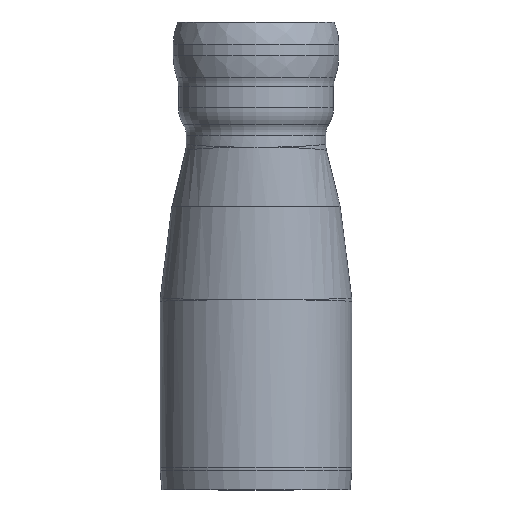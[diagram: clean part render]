
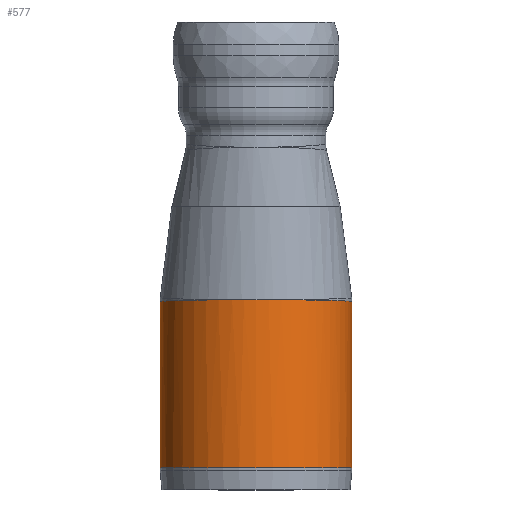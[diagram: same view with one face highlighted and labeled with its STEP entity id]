
A CAD part, left-side view. The second image highlights one B-rep face of the part: STEP entity #577.
In plain terms, the highlighted cylindrical face has radius 365 mm (diameter 730 mm), a full revolution.
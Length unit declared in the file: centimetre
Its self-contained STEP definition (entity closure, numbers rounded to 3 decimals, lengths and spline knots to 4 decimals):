
#48=B_SPLINE_CURVE_WITH_KNOTS('',3,(#944,#945,#946,#947,#948,#949,#950,
#951,#952,#953,#954,#955,#956,#957,#958,#959,#960,#961,#962,#963,#964,#965,
#966,#967,#968,#969,#970,#971,#972,#973,#974,#975,#976,#977,#978,#979),
 .UNSPECIFIED.,.F.,.F.,(4,2,1,1,1,1,1,1,1,1,1,1,1,1,1,1,1,1,1,1,1,1,1,1,
1,1,1,1,1,1,1,1,4),(0.,0.0288,0.3415,0.4978,
0.5369,0.576,0.6542,0.8106,
0.8887,0.9669,1.1233,1.2796,1.3187,
1.3578,1.436,1.5924,1.6705,1.7487,
1.9051,1.9833,2.0614,2.1396,2.2178,
2.3742,2.4523,2.4914,2.5305,2.6869,
2.7651,2.8433,2.9214,2.9996,3.1394),
 .UNSPECIFIED.);
#49=B_SPLINE_CURVE_WITH_KNOTS('',3,(#980,#981,#982,#983,#984,#985,#986,
#987,#988,#989,#990,#991,#992,#993,#994,#995,#996,#997,#998,#999,#1000,
#1001,#1002,#1003,#1004,#1005,#1006,#1007,#1008,#1009,#1010,#1011,#1012,
#1013,#1014,#1015,#1016,#1017,#1018,#1019),.UNSPECIFIED.,.F.,.F.,(4,1,1,
1,1,1,1,1,1,1,1,1,1,1,1,1,1,1,1,1,1,1,1,1,1,1,1,1,1,1,1,1,1,1,1,1,1,4),
(3.1394,3.156,3.2342,3.2732,3.3123,
3.4687,3.6251,3.6641,3.7032,3.7814,
3.9378,3.9769,4.055,4.0941,4.2505,
4.3287,4.3873,4.4069,4.485,4.5632,
4.6023,4.7196,4.8759,4.915,5.0323,
5.1105,5.1691,5.1887,5.345,5.5014,
5.5796,5.5893,5.6187,5.6577,5.8141,
5.8923,5.9705,6.2832),.UNSPECIFIED.);
#68=LINE('',#942,#80);
#80=VECTOR('',#733,36.5);
#91=CYLINDRICAL_SURFACE('',#627,36.5);
#102=FACE_OUTER_BOUND('',#138,.T.);
#138=EDGE_LOOP('',(#406,#407,#408,#409,#410,#411));
#182=CIRCLE('',#624,36.5);
#183=CIRCLE('',#625,36.5);
#242=VERTEX_POINT('',#934);
#243=VERTEX_POINT('',#936);
#244=VERTEX_POINT('',#941);
#245=VERTEX_POINT('',#943);
#304=EDGE_CURVE('',#242,#243,#182,.T.);
#305=EDGE_CURVE('',#243,#242,#183,.T.);
#307=EDGE_CURVE('',#243,#244,#68,.T.);
#308=EDGE_CURVE('',#245,#244,#48,.T.);
#309=EDGE_CURVE('',#244,#245,#49,.T.);
#406=ORIENTED_EDGE('',*,*,#304,.F.);
#407=ORIENTED_EDGE('',*,*,#305,.F.);
#408=ORIENTED_EDGE('',*,*,#307,.T.);
#409=ORIENTED_EDGE('',*,*,#308,.F.);
#410=ORIENTED_EDGE('',*,*,#309,.F.);
#411=ORIENTED_EDGE('',*,*,#307,.F.);
#577=ADVANCED_FACE('',(#102),#91,.T.);
#624=AXIS2_PLACEMENT_3D('',#937,#725,#726);
#625=AXIS2_PLACEMENT_3D('',#938,#727,#728);
#627=AXIS2_PLACEMENT_3D('',#940,#731,#732);
#725=DIRECTION('center_axis',(0.,0.,
-1.));
#726=DIRECTION('ref_axis',(1.,0.,0.));
#727=DIRECTION('center_axis',(0.,0.,
-1.));
#728=DIRECTION('ref_axis',(1.,0.,0.));
#731=DIRECTION('center_axis',(0.,0.,
-1.));
#732=DIRECTION('ref_axis',(-1.,0.,0.));
#733=DIRECTION('',(0.,0.,1.));
#934=CARTESIAN_POINT('',(0.,-36.5,8.5239));
#936=CARTESIAN_POINT('',(36.5,0.,8.5239));
#937=CARTESIAN_POINT('Origin',(0.,0.,8.5239));
#938=CARTESIAN_POINT('Origin',(0.,0.,8.5239));
#940=CARTESIAN_POINT('Origin',(0.,0.,
40.1865));
#941=CARTESIAN_POINT('',(36.5,0.,70.8818));
#942=CARTESIAN_POINT('',(36.5,0.,40.1865));
#943=CARTESIAN_POINT('',(-36.5,0.0048,72.3713));
#944=CARTESIAN_POINT('Ctrl Pts',(-36.5,0.0048,
72.3713));
#945=CARTESIAN_POINT('Ctrl Pts',(-36.5004,-0.3429,72.3729));
#946=CARTESIAN_POINT('Ctrl Pts',(-36.4946,-0.6908,72.3728));
#947=CARTESIAN_POINT('Ctrl Pts',(-36.3855,-4.818,72.3706));
#948=CARTESIAN_POINT('Ctrl Pts',(-35.3051,-10.5747,72.3482));
#949=CARTESIAN_POINT('Ctrl Pts',(-32.7489,-16.2621,72.2951));
#950=CARTESIAN_POINT('Ctrl Pts',(-31.3424,-18.7239,72.2659));
#951=CARTESIAN_POINT('Ctrl Pts',(-30.3369,-20.3342,72.245));
#952=CARTESIAN_POINT('Ctrl Pts',(-28.41,-23.0553,72.205));
#953=CARTESIAN_POINT('Ctrl Pts',(-25.8376,-25.9044,72.1516));
#954=CARTESIAN_POINT('Ctrl Pts',(-22.978,-28.4066,72.0922));
#955=CARTESIAN_POINT('Ctrl Pts',(-19.9451,-30.6718,72.0293));
#956=CARTESIAN_POINT('Ctrl Pts',(-15.7963,-33.0726,71.9432));
#957=CARTESIAN_POINT('Ctrl Pts',(-11.7812,-34.6139,71.8601));
#958=CARTESIAN_POINT('Ctrl Pts',(-9.048,-35.3706,71.8036));
#959=CARTESIAN_POINT('Ctrl Pts',(-7.2005,-35.8043,71.7655));
#960=CARTESIAN_POINT('Ctrl Pts',(-3.9166,-36.3777,71.6977));
#961=CARTESIAN_POINT('Ctrl Pts',(-0.0851,-36.5869,
71.6189));
#962=CARTESIAN_POINT('Ctrl Pts',(3.7044,-36.3483,71.5412));
#963=CARTESIAN_POINT('Ctrl Pts',(7.4536,-35.8191,71.4645));
#964=CARTESIAN_POINT('Ctrl Pts',(11.1616,-34.8441,71.389));
#965=CARTESIAN_POINT('Ctrl Pts',(14.7124,-33.4437,71.3169));
#966=CARTESIAN_POINT('Ctrl Pts',(17.2728,-32.1964,71.2652));
#967=CARTESIAN_POINT('Ctrl Pts',(19.7206,-30.7577,71.2158));
#968=CARTESIAN_POINT('Ctrl Pts',(22.8521,-28.5739,71.1528));
#969=CARTESIAN_POINT('Ctrl Pts',(25.7146,-26.0262,71.0955));
#970=CARTESIAN_POINT('Ctrl Pts',(27.9253,-23.5373,71.0515));
#971=CARTESIAN_POINT('Ctrl Pts',(29.0952,-22.0541,71.0282));
#972=CARTESIAN_POINT('Ctrl Pts',(30.7728,-19.7496,70.9949));
#973=CARTESIAN_POINT('Ctrl Pts',(32.4712,-16.861,70.9612));
#974=CARTESIAN_POINT('Ctrl Pts',(34.0067,-13.3608,70.9309));
#975=CARTESIAN_POINT('Ctrl Pts',(34.9438,-10.6709,70.9124));
#976=CARTESIAN_POINT('Ctrl Pts',(35.6672,-7.9245,70.8982));
#977=CARTESIAN_POINT('Ctrl Pts',(36.3137,-4.3667,70.8854));
#978=CARTESIAN_POINT('Ctrl Pts',(36.4999,-1.7034,70.8818));
#979=CARTESIAN_POINT('Ctrl Pts',(36.5,0.,70.8818));
#980=CARTESIAN_POINT('Ctrl Pts',(36.5,0.,70.8818));
#981=CARTESIAN_POINT('Ctrl Pts',(36.5,0.2018,70.8818));
#982=CARTESIAN_POINT('Ctrl Pts',(36.4905,1.3559,70.882));
#983=CARTESIAN_POINT('Ctrl Pts',(36.3997,2.9815,70.8837));
#984=CARTESIAN_POINT('Ctrl Pts',(36.1842,4.8595,70.888));
#985=CARTESIAN_POINT('Ctrl Pts',(35.7508,7.6752,70.8965));
#986=CARTESIAN_POINT('Ctrl Pts',(34.6809,11.8531,70.9176));
#987=CARTESIAN_POINT('Ctrl Pts',(32.9738,15.8018,70.9513));
#988=CARTESIAN_POINT('Ctrl Pts',(31.6015,18.2828,70.9784));
#989=CARTESIAN_POINT('Ctrl Pts',(30.6184,19.9085,70.9979));
#990=CARTESIAN_POINT('Ctrl Pts',(28.727,22.6583,71.0355));
#991=CARTESIAN_POINT('Ctrl Pts',(26.5143,25.1798,71.0796));
#992=CARTESIAN_POINT('Ctrl Pts',(24.0853,27.4538,71.1282));
#993=CARTESIAN_POINT('Ctrl Pts',(22.6323,28.6634,71.1573));
#994=CARTESIAN_POINT('Ctrl Pts',(19.9589,30.6376,71.211));
#995=CARTESIAN_POINT('Ctrl Pts',(17.0791,32.3568,71.269));
#996=CARTESIAN_POINT('Ctrl Pts',(13.8136,33.816,71.3352));
#997=CARTESIAN_POINT('Ctrl Pts',(12.0301,34.4711,71.3714));
#998=CARTESIAN_POINT('Ctrl Pts',(10.2311,35.0534,71.408));
#999=CARTESIAN_POINT('Ctrl Pts',(8.1715,35.612,71.4499));
#1000=CARTESIAN_POINT('Ctrl Pts',(5.8271,36.0536,71.4978));
#1001=CARTESIAN_POINT('Ctrl Pts',(2.9893,36.4186,71.5559));
#1002=CARTESIAN_POINT('Ctrl Pts',(-0.8336,36.6045,71.6343));
#1003=CARTESIAN_POINT('Ctrl Pts',(-4.6038,36.2736,71.7119));
#1004=CARTESIAN_POINT('Ctrl Pts',(-8.35,35.574,71.7892));
#1005=CARTESIAN_POINT('Ctrl Pts',(-11.1196,34.827,71.8464));
#1006=CARTESIAN_POINT('Ctrl Pts',(-14.0196,33.7314,71.9065));
#1007=CARTESIAN_POINT('Ctrl Pts',(-15.7459,32.9399,71.9422));
#1008=CARTESIAN_POINT('Ctrl Pts',(-18.2754,31.6599,71.9946));
#1009=CARTESIAN_POINT('Ctrl Pts',(-21.7244,29.5181,72.0662));
#1010=CARTESIAN_POINT('Ctrl Pts',(-25.3493,26.3824,72.1414));
#1011=CARTESIAN_POINT('Ctrl Pts',(-27.349,24.1927,72.183));
#1012=CARTESIAN_POINT('Ctrl Pts',(-28.259,23.1055,72.2019));
#1013=CARTESIAN_POINT('Ctrl Pts',(-28.853,22.3665,72.2142));
#1014=CARTESIAN_POINT('Ctrl Pts',(-30.4913,20.182,72.2482));
#1015=CARTESIAN_POINT('Ctrl Pts',(-32.2295,17.3172,72.2843));
#1016=CARTESIAN_POINT('Ctrl Pts',(-33.808,13.8548,72.3171));
#1017=CARTESIAN_POINT('Ctrl Pts',(-35.7553,8.5223,72.3574));
#1018=CARTESIAN_POINT('Ctrl Pts',(-36.5039,3.7808,72.3735));
#1019=CARTESIAN_POINT('Ctrl Pts',(-36.5,0.0048,
72.3713));
